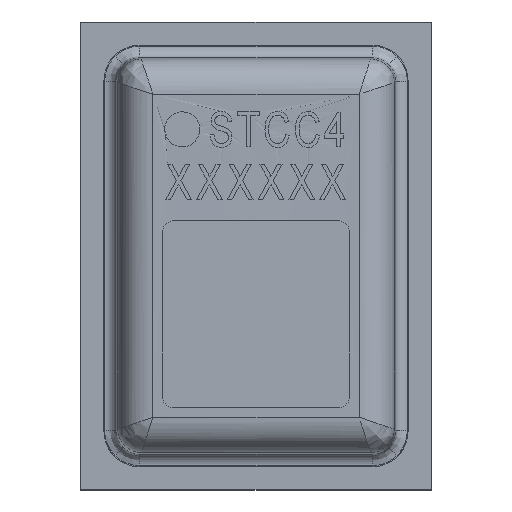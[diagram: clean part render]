
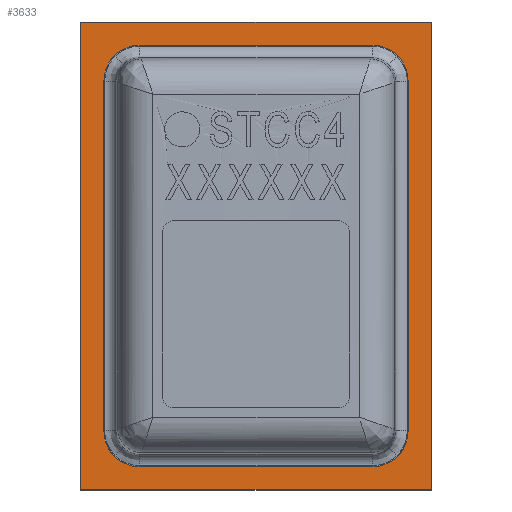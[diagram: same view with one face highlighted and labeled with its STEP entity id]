
A CAD part, top view. The second image highlights one B-rep face of the part: STEP entity #3633.
In plain terms, the highlighted planar face has unit normal (0, 0, 1).
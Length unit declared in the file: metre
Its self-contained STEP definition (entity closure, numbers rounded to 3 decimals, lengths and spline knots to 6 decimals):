
#609=ORIENTED_EDGE('',*,*,#1535,.T.);
#610=ORIENTED_EDGE('',*,*,#1536,.T.);
#611=ORIENTED_EDGE('',*,*,#1537,.T.);
#612=ORIENTED_EDGE('',*,*,#1538,.T.);
#1535=EDGE_CURVE('',#2051,#2052,#2487,.T.);
#1536=EDGE_CURVE('',#2052,#2053,#2488,.T.);
#1537=EDGE_CURVE('',#2053,#2054,#2489,.T.);
#1538=EDGE_CURVE('',#2054,#2051,#2490,.T.);
#2051=VERTEX_POINT('',#5655);
#2052=VERTEX_POINT('',#5656);
#2053=VERTEX_POINT('',#5658);
#2054=VERTEX_POINT('',#5660);
#2487=LINE('',#5654,#2869);
#2488=LINE('',#5657,#2870);
#2489=LINE('',#5659,#2871);
#2490=LINE('',#5661,#2872);
#2869=VECTOR('',#4730,1.);
#2870=VECTOR('',#4731,1.);
#2871=VECTOR('',#4732,1.);
#2872=VECTOR('',#4733,1.);
#3168=EDGE_LOOP('',(#609,#610,#611,#612));
#3370=FACE_BOUND('',#3168,.T.);
#3544=PLANE('',#4307);
#3633=ADVANCED_FACE('',(#3370),#3544,.F.);
#4307=AXIS2_PLACEMENT_3D('',#5653,#4728,#4729);
#4728=DIRECTION('',(0.,0.,-1.));
#4729=DIRECTION('',(-1.,0.,0.));
#4730=DIRECTION('',(1.,0.,0.));
#4731=DIRECTION('',(0.,1.,0.));
#4732=DIRECTION('',(-1.,0.,0.));
#4733=DIRECTION('',(0.,-1.,0.));
#5653=CARTESIAN_POINT('',(0.,0.,0.00023));
#5654=CARTESIAN_POINT('',(0.287353,0.181356,0.00023));
#5655=CARTESIAN_POINT('',(0.284353,0.181356,0.00023));
#5656=CARTESIAN_POINT('',(0.287353,0.181356,0.00023));
#5657=CARTESIAN_POINT('',(0.287353,0.185356,0.00023));
#5658=CARTESIAN_POINT('',(0.287353,0.185356,0.00023));
#5659=CARTESIAN_POINT('',(0.284353,0.185356,0.00023));
#5660=CARTESIAN_POINT('',(0.284353,0.185356,0.00023));
#5661=CARTESIAN_POINT('',(0.284353,0.181356,0.00023));
